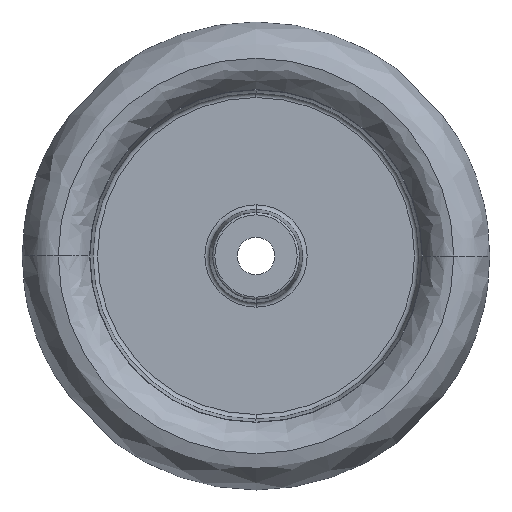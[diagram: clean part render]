
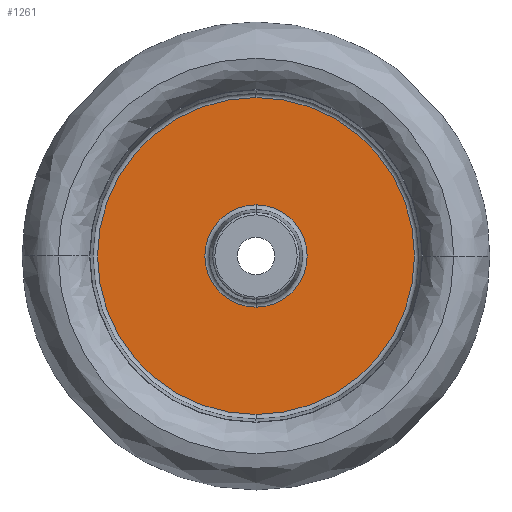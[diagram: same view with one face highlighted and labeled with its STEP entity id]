
A CAD part, left-side view. The second image highlights one B-rep face of the part: STEP entity #1261.
In plain terms, the highlighted planar face has unit normal (-1, 0, 0).
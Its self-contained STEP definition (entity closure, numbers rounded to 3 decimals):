
#5 = AXIS2_PLACEMENT_3D ( 'NONE', #192, #737, #611 ) ;
#29 = VERTEX_POINT ( 'NONE', #988 ) ;
#54 = CIRCLE ( 'NONE', #363, 10.936 ) ;
#107 = CARTESIAN_POINT ( 'NONE',  ( -3., 0., 0. ) ) ;
#149 = CARTESIAN_POINT ( 'NONE',  ( -3., 0., -33.859 ) ) ;
#192 = CARTESIAN_POINT ( 'NONE',  ( -3., 0., 0. ) ) ;
#196 = FACE_OUTER_BOUND ( 'NONE', #539, .T. ) ;
#208 = EDGE_CURVE ( 'NONE', #29, #1553, #54, .T. ) ;
#231 = DIRECTION ( 'NONE',  ( 1., 0., 0. ) ) ;
#265 = ORIENTED_EDGE ( 'NONE', *, *, #1270, .T. ) ;
#300 = ORIENTED_EDGE ( 'NONE', *, *, #208, .T. ) ;
#327 = DIRECTION ( 'NONE',  ( 0., 0., 1. ) ) ;
#363 = AXIS2_PLACEMENT_3D ( 'NONE', #979, #231, #915 ) ;
#424 = CARTESIAN_POINT ( 'NONE',  ( -3., 0., -10.936 ) ) ;
#459 = EDGE_CURVE ( 'NONE', #1553, #29, #703, .T. ) ;
#539 = EDGE_LOOP ( 'NONE', ( #265, #1289 ) ) ;
#543 = CARTESIAN_POINT ( 'NONE',  ( -3., 0., 33.859 ) ) ;
#611 = DIRECTION ( 'NONE',  ( 0., 0., 1. ) ) ;
#664 = AXIS2_PLACEMENT_3D ( 'NONE', #869, #1030, #327 ) ;
#694 = VERTEX_POINT ( 'NONE', #149 ) ;
#695 = VERTEX_POINT ( 'NONE', #543 ) ;
#703 = CIRCLE ( 'NONE', #5, 10.936 ) ;
#737 = DIRECTION ( 'NONE',  ( 1., 0., 0. ) ) ;
#869 = CARTESIAN_POINT ( 'NONE',  ( -3., 10., 0. ) ) ;
#881 = DIRECTION ( 'NONE',  ( -1., 0., 0. ) ) ;
#883 = AXIS2_PLACEMENT_3D ( 'NONE', #1141, #1150, #1005 ) ;
#915 = DIRECTION ( 'NONE',  ( 0., 0., 1. ) ) ;
#920 = EDGE_LOOP ( 'NONE', ( #300, #1001 ) ) ;
#928 = EDGE_CURVE ( 'NONE', #695, #694, #1453, .T. ) ;
#929 = AXIS2_PLACEMENT_3D ( 'NONE', #107, #881, #1580 ) ;
#979 = CARTESIAN_POINT ( 'NONE',  ( -3., 0., 0. ) ) ;
#988 = CARTESIAN_POINT ( 'NONE',  ( -3., 0., 10.936 ) ) ;
#1001 = ORIENTED_EDGE ( 'NONE', *, *, #459, .T. ) ;
#1005 = DIRECTION ( 'NONE',  ( 0., 0., 1. ) ) ;
#1030 = DIRECTION ( 'NONE',  ( -1., 0., 0. ) ) ;
#1141 = CARTESIAN_POINT ( 'NONE',  ( -3., 0., 0. ) ) ;
#1150 = DIRECTION ( 'NONE',  ( -1., 0., 0. ) ) ;
#1260 = PLANE ( 'NONE',  #664 ) ;
#1261 = ADVANCED_FACE ( 'NONE', ( #1540, #196 ), #1260, .T. ) ;
#1270 = EDGE_CURVE ( 'NONE', #694, #695, #1632, .T. ) ;
#1289 = ORIENTED_EDGE ( 'NONE', *, *, #928, .T. ) ;
#1453 = CIRCLE ( 'NONE', #929, 33.859 ) ;
#1540 = FACE_BOUND ( 'NONE', #920, .T. ) ;
#1553 = VERTEX_POINT ( 'NONE', #424 ) ;
#1580 = DIRECTION ( 'NONE',  ( 0., 0., 1. ) ) ;
#1632 = CIRCLE ( 'NONE', #883, 33.859 ) ;
